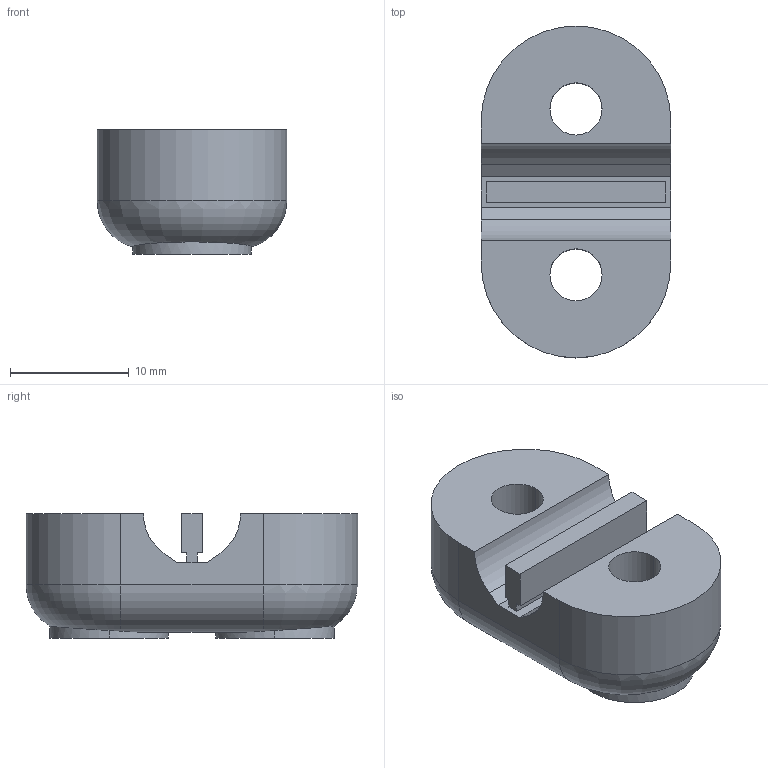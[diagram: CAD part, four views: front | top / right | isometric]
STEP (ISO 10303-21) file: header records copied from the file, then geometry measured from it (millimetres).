
FILE_DESCRIPTION (( 'STEP AP203' ), '1' );
FILE_NAME ('ZBarClampx2.STEP', '2012-07-31T21:12:35', ( '' ), ( '' ), 'SwSTEP 2.0', 'SolidWorks 2012', '' );
FILE_SCHEMA (( 'CONFIG_CONTROL_DESIGN' ));
Length unit declared in the file: millimetre
Products named in the file (1): ZBarClampx2
Bounding box: 16 x 28 x 10.5 mm (x, y, z)
Volume: 3131.4 mm3; surface area: 1853.8 mm2
Topology: 1 solids, 1 shells, 35 faces, 92 edges, 60 vertices
Faces by surface type: plane 19, cylinder 14, torus 2
Entity records: 1259 total; most frequent: CARTESIAN_POINT 302, ORIENTED_EDGE 184, DIRECTION 180, EDGE_CURVE 92, AXIS2_PLACEMENT_3D 62, VERTEX_POINT 60, LINE 56, VECTOR 56
